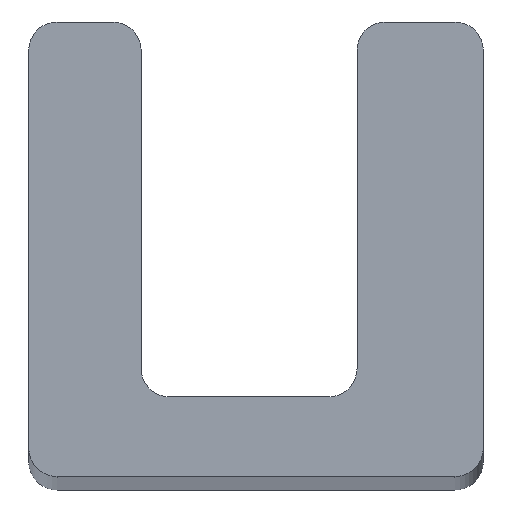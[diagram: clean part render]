
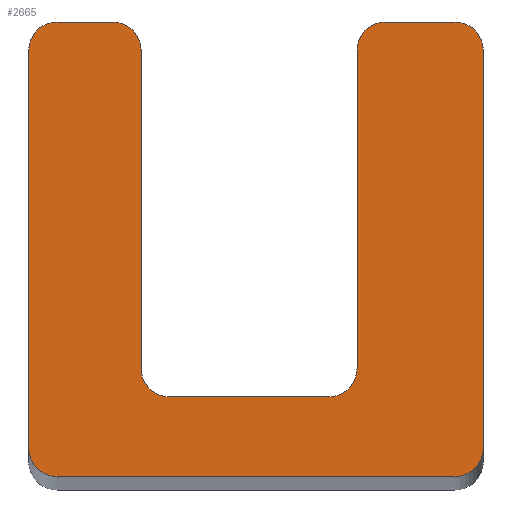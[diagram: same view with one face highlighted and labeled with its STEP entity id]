
A CAD part, top view. The second image highlights one B-rep face of the part: STEP entity #2665.
In plain terms, the highlighted planar face has unit normal (0, 0, 1).
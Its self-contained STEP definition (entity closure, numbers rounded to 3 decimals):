
#2 = ORIENTED_EDGE ( 'NONE', *, *, #487, .T. ) ;
#3 = LINE ( 'NONE', #717, #578 ) ;
#40 = LINE ( 'NONE', #1676, #2095 ) ;
#45 = CARTESIAN_POINT ( 'NONE',  ( 2.278, 8., 136. ) ) ;
#47 = LINE ( 'NONE', #2009, #2609 ) ;
#87 = CARTESIAN_POINT ( 'NONE',  ( -1.522, 1.4, 136. ) ) ;
#108 = CARTESIAN_POINT ( 'NONE',  ( 1.278, 1.4, 136. ) ) ;
#117 = ORIENTED_EDGE ( 'NONE', *, *, #283, .F. ) ;
#143 = ORIENTED_EDGE ( 'NONE', *, *, #1203, .F. ) ;
#145 = LINE ( 'NONE', #1987, #2788 ) ;
#159 = AXIS2_PLACEMENT_3D ( 'NONE', #1765, #278, #2022 ) ;
#168 = CIRCLE ( 'NONE', #2818, 0.5 ) ;
#183 = DIRECTION ( 'NONE',  ( 1., 0., 0. ) ) ;
#203 = ORIENTED_EDGE ( 'NONE', *, *, #2619, .T. ) ;
#248 = DIRECTION ( 'NONE',  ( 1., 0., 0. ) ) ;
#278 = DIRECTION ( 'NONE',  ( 0., 0., 1. ) ) ;
#283 = EDGE_CURVE ( 'NONE', #1775, #2288, #47, .T. ) ;
#292 = DIRECTION ( 'NONE',  ( 0., 0., -1. ) ) ;
#303 = EDGE_CURVE ( 'NONE', #1568, #1597, #2690, .T. ) ;
#318 = DIRECTION ( 'NONE',  ( 1., 0., 0. ) ) ;
#396 = EDGE_CURVE ( 'NONE', #1597, #2460, #1719, .T. ) ;
#410 = CARTESIAN_POINT ( 'NONE',  ( -3.5, 0.5, 136. ) ) ;
#487 = EDGE_CURVE ( 'NONE', #2072, #2476, #168, .T. ) ;
#527 = FACE_OUTER_BOUND ( 'NONE', #2185, .T. ) ;
#536 = ORIENTED_EDGE ( 'NONE', *, *, #1920, .T. ) ;
#559 = CARTESIAN_POINT ( 'NONE',  ( 3.5, 0., 136. ) ) ;
#562 = DIRECTION ( 'NONE',  ( -1., 0., 0. ) ) ;
#578 = VECTOR ( 'NONE', #2454, 1000. ) ;
#594 = DIRECTION ( 'NONE',  ( 0., -1., 0. ) ) ;
#612 = CIRCLE ( 'NONE', #2853, 0.5 ) ;
#620 = ORIENTED_EDGE ( 'NONE', *, *, #303, .T. ) ;
#621 = CARTESIAN_POINT ( 'NONE',  ( 4., 0.5, 136. ) ) ;
#628 = AXIS2_PLACEMENT_3D ( 'NONE', #806, #1807, #318 ) ;
#670 = DIRECTION ( 'NONE',  ( 1., 0., 0. ) ) ;
#682 = EDGE_CURVE ( 'NONE', #2097, #2288, #3052, .T. ) ;
#717 = CARTESIAN_POINT ( 'NONE',  ( 4., 8., 136. ) ) ;
#730 = CIRCLE ( 'NONE', #854, 0.5 ) ;
#741 = CARTESIAN_POINT ( 'NONE',  ( -2.022, 1.9, 136. ) ) ;
#761 = DIRECTION ( 'NONE',  ( 0., 0., 1. ) ) ;
#806 = CARTESIAN_POINT ( 'NONE',  ( -1.62, 8., 136. ) ) ;
#821 = DIRECTION ( 'NONE',  ( -1., 0., 0. ) ) ;
#854 = AXIS2_PLACEMENT_3D ( 'NONE', #1012, #2742, #1259 ) ;
#864 = VECTOR ( 'NONE', #1310, 1000. ) ;
#920 = DIRECTION ( 'NONE',  ( 0., 0., 1. ) ) ;
#939 = LINE ( 'NONE', #2814, #864 ) ;
#988 = DIRECTION ( 'NONE',  ( 0., 0., 1. ) ) ;
#990 = EDGE_CURVE ( 'NONE', #2093, #991, #2710, .T. ) ;
#991 = VERTEX_POINT ( 'NONE', #2894 ) ;
#1012 = CARTESIAN_POINT ( 'NONE',  ( 3.5, 0.5, 136. ) ) ;
#1030 = DIRECTION ( 'NONE',  ( 0., 1., 0. ) ) ;
#1054 = AXIS2_PLACEMENT_3D ( 'NONE', #410, #2159, #670 ) ;
#1150 = CARTESIAN_POINT ( 'NONE',  ( -1.522, 1.9, 136. ) ) ;
#1202 = VERTEX_POINT ( 'NONE', #1809 ) ;
#1203 = EDGE_CURVE ( 'NONE', #1568, #2476, #939, .T. ) ;
#1259 = DIRECTION ( 'NONE',  ( 1., 0., 0. ) ) ;
#1282 = VERTEX_POINT ( 'NONE', #2828 ) ;
#1284 = CARTESIAN_POINT ( 'NONE',  ( -4., 0.5, 136. ) ) ;
#1285 = VERTEX_POINT ( 'NONE', #108 ) ;
#1310 = DIRECTION ( 'NONE',  ( 0., -1., 0. ) ) ;
#1328 = LINE ( 'NONE', #2081, #2569 ) ;
#1401 = DIRECTION ( 'NONE',  ( 1., 0., 0. ) ) ;
#1527 = EDGE_CURVE ( 'NONE', #1282, #2093, #1328, .T. ) ;
#1561 = ORIENTED_EDGE ( 'NONE', *, *, #3113, .T. ) ;
#1568 = VERTEX_POINT ( 'NONE', #1845 ) ;
#1597 = VERTEX_POINT ( 'NONE', #2352 ) ;
#1602 = AXIS2_PLACEMENT_3D ( 'NONE', #2461, #988, #2706 ) ;
#1667 = EDGE_CURVE ( 'NONE', #2460, #1282, #2834, .T. ) ;
#1676 = CARTESIAN_POINT ( 'NONE',  ( -2.022, 1.4, 136. ) ) ;
#1709 = ORIENTED_EDGE ( 'NONE', *, *, #2661, .T. ) ;
#1719 = LINE ( 'NONE', #2308, #3028 ) ;
#1726 = EDGE_CURVE ( 'NONE', #2072, #1285, #40, .T. ) ;
#1762 = CARTESIAN_POINT ( 'NONE',  ( 4., 7.5, 136. ) ) ;
#1765 = CARTESIAN_POINT ( 'NONE',  ( -2.522, 7.5, 136. ) ) ;
#1775 = VERTEX_POINT ( 'NONE', #3156 ) ;
#1776 = VECTOR ( 'NONE', #821, 1000. ) ;
#1784 = CARTESIAN_POINT ( 'NONE',  ( 1.278, 1.9, 136. ) ) ;
#1807 = DIRECTION ( 'NONE',  ( 0., 0., 1. ) ) ;
#1809 = CARTESIAN_POINT ( 'NONE',  ( 3.5, 8., 136. ) ) ;
#1845 = CARTESIAN_POINT ( 'NONE',  ( -2.022, 7.5, 136. ) ) ;
#1920 = EDGE_CURVE ( 'NONE', #3166, #1202, #2299, .T. ) ;
#1924 = ORIENTED_EDGE ( 'NONE', *, *, #1527, .T. ) ;
#1987 = CARTESIAN_POINT ( 'NONE',  ( -4., 0., 136. ) ) ;
#2009 = CARTESIAN_POINT ( 'NONE',  ( 1.778, 8., 136. ) ) ;
#2022 = DIRECTION ( 'NONE',  ( 1., 0., 0. ) ) ;
#2042 = DIRECTION ( 'NONE',  ( 1., 0., 0. ) ) ;
#2049 = CARTESIAN_POINT ( 'NONE',  ( -1.62, 8., 136. ) ) ;
#2072 = VERTEX_POINT ( 'NONE', #87 ) ;
#2081 = CARTESIAN_POINT ( 'NONE',  ( -4., 8., 136. ) ) ;
#2093 = VERTEX_POINT ( 'NONE', #1284 ) ;
#2095 = VECTOR ( 'NONE', #183, 1000. ) ;
#2097 = VERTEX_POINT ( 'NONE', #45 ) ;
#2159 = DIRECTION ( 'NONE',  ( 0., 0., 1. ) ) ;
#2185 = EDGE_LOOP ( 'NONE', ( #143, #620, #3101, #2659, #1924, #2291, #1561, #2994, #2923, #536, #1709, #2298, #117, #203, #2566, #2 ) ) ;
#2245 = CARTESIAN_POINT ( 'NONE',  ( 3.5, 7.5, 136. ) ) ;
#2288 = VERTEX_POINT ( 'NONE', #2591 ) ;
#2291 = ORIENTED_EDGE ( 'NONE', *, *, #990, .T. ) ;
#2298 = ORIENTED_EDGE ( 'NONE', *, *, #682, .T. ) ;
#2299 = CIRCLE ( 'NONE', #3010, 0.5 ) ;
#2308 = CARTESIAN_POINT ( 'NONE',  ( -1.62, 8., 136. ) ) ;
#2352 = CARTESIAN_POINT ( 'NONE',  ( -2.522, 8., 136. ) ) ;
#2390 = CARTESIAN_POINT ( 'NONE',  ( -3.5, 7.5, 136. ) ) ;
#2400 = EDGE_CURVE ( 'NONE', #2865, #3166, #3, .T. ) ;
#2454 = DIRECTION ( 'NONE',  ( 0., 1., 0. ) ) ;
#2460 = VERTEX_POINT ( 'NONE', #2472 ) ;
#2461 = CARTESIAN_POINT ( 'NONE',  ( 2.278, 7.5, 136. ) ) ;
#2472 = CARTESIAN_POINT ( 'NONE',  ( -3.5, 8., 136. ) ) ;
#2476 = VERTEX_POINT ( 'NONE', #741 ) ;
#2495 = DIRECTION ( 'NONE',  ( 1., 0., 0. ) ) ;
#2566 = ORIENTED_EDGE ( 'NONE', *, *, #1726, .F. ) ;
#2569 = VECTOR ( 'NONE', #594, 1000. ) ;
#2591 = CARTESIAN_POINT ( 'NONE',  ( 1.778, 7.5, 136. ) ) ;
#2609 = VECTOR ( 'NONE', #1030, 1000. ) ;
#2619 = EDGE_CURVE ( 'NONE', #1775, #1285, #612, .T. ) ;
#2635 = DIRECTION ( 'NONE',  ( 1., 0., 0. ) ) ;
#2658 = VERTEX_POINT ( 'NONE', #559 ) ;
#2659 = ORIENTED_EDGE ( 'NONE', *, *, #1667, .T. ) ;
#2661 = EDGE_CURVE ( 'NONE', #1202, #2097, #3168, .T. ) ;
#2665 = ADVANCED_FACE ( 'NONE', ( #527 ), #2802, .T. ) ;
#2690 = CIRCLE ( 'NONE', #159, 0.5 ) ;
#2706 = DIRECTION ( 'NONE',  ( 1., 0., 0. ) ) ;
#2710 = CIRCLE ( 'NONE', #1054, 0.5 ) ;
#2742 = DIRECTION ( 'NONE',  ( 0., 0., 1. ) ) ;
#2788 = VECTOR ( 'NONE', #248, 1000. ) ;
#2802 = PLANE ( 'NONE',  #628 ) ;
#2814 = CARTESIAN_POINT ( 'NONE',  ( -2.022, 8., 136. ) ) ;
#2818 = AXIS2_PLACEMENT_3D ( 'NONE', #1150, #2886, #1401 ) ;
#2828 = CARTESIAN_POINT ( 'NONE',  ( -4., 7.5, 136. ) ) ;
#2834 = CIRCLE ( 'NONE', #2917, 0.5 ) ;
#2853 = AXIS2_PLACEMENT_3D ( 'NONE', #1784, #292, #2042 ) ;
#2865 = VERTEX_POINT ( 'NONE', #621 ) ;
#2886 = DIRECTION ( 'NONE',  ( 0., 0., -1. ) ) ;
#2894 = CARTESIAN_POINT ( 'NONE',  ( -3.5, 0., 136. ) ) ;
#2917 = AXIS2_PLACEMENT_3D ( 'NONE', #2390, #920, #2635 ) ;
#2923 = ORIENTED_EDGE ( 'NONE', *, *, #2400, .T. ) ;
#2994 = ORIENTED_EDGE ( 'NONE', *, *, #3128, .T. ) ;
#3010 = AXIS2_PLACEMENT_3D ( 'NONE', #2245, #761, #2495 ) ;
#3028 = VECTOR ( 'NONE', #562, 1000. ) ;
#3052 = CIRCLE ( 'NONE', #1602, 0.5 ) ;
#3101 = ORIENTED_EDGE ( 'NONE', *, *, #396, .T. ) ;
#3113 = EDGE_CURVE ( 'NONE', #991, #2658, #145, .T. ) ;
#3128 = EDGE_CURVE ( 'NONE', #2658, #2865, #730, .T. ) ;
#3156 = CARTESIAN_POINT ( 'NONE',  ( 1.778, 1.9, 136. ) ) ;
#3166 = VERTEX_POINT ( 'NONE', #1762 ) ;
#3168 = LINE ( 'NONE', #2049, #1776 ) ;
